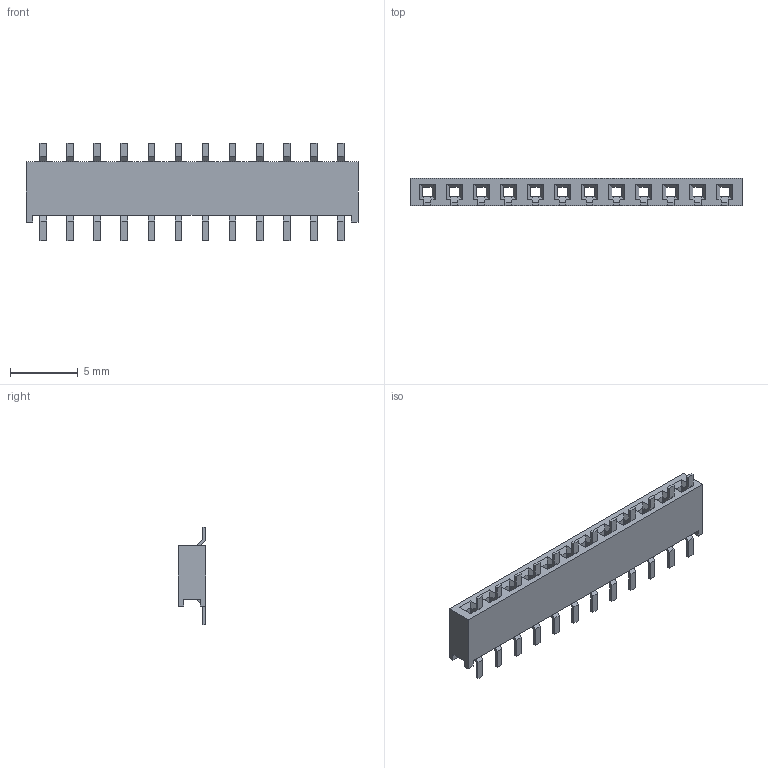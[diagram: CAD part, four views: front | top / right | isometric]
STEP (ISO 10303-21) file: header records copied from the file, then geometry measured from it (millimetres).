
FILE_DESCRIPTION( ( 'STEP AP214' ), '1' );
FILE_NAME( 'MMS-112-02-L-SH.stp', '2020-09-21T11:03:33', ( 'License CC BY-ND 4.0' ), ( 'CADENAS' ), ' ', 'PARTsolutions', ' ' );
FILE_SCHEMA( ( 'AUTOMOTIVE_DESIGN { 1 0 10303 214 1 1 1 1 }' ) );
Length unit declared in the file: inch
Products named in the file (3): MMS-112-02-L-SH; _MMS-112-02-SH_socket; _C-63-02-12-SH
Assembly tree (2 placements, depth 2):
  MMS-112-02-L-SH
    _MMS-112-02-SH_socket
    _C-63-02-12-SH
Bounding box: 24.55 x 2 x 7.24 mm (x, y, z)
Volume: 184 mm3; surface area: 654.5 mm2
Topology: 2 solids, 2 shells, 340 faces, 960 edges, 624 vertices
Faces by surface type: plane 340
Entity records: 6908 total; most frequent: ORIENTED_EDGE 1920, EDGE_CURVE 960, CARTESIAN_POINT 827, LINE 699, VERTEX_POINT 624, EDGE_LOOP 364, STYLED_ITEM 340, ADVANCED_FACE 340
